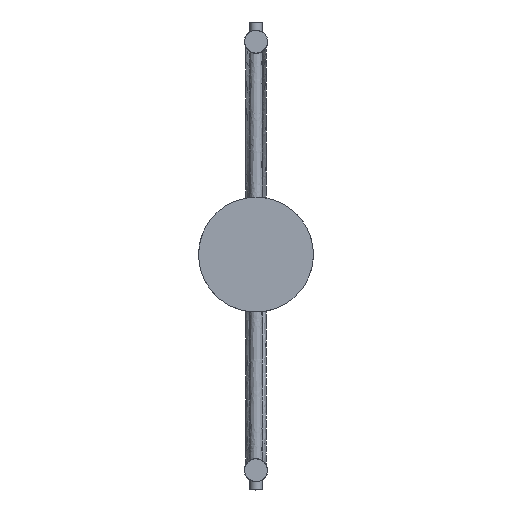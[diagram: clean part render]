
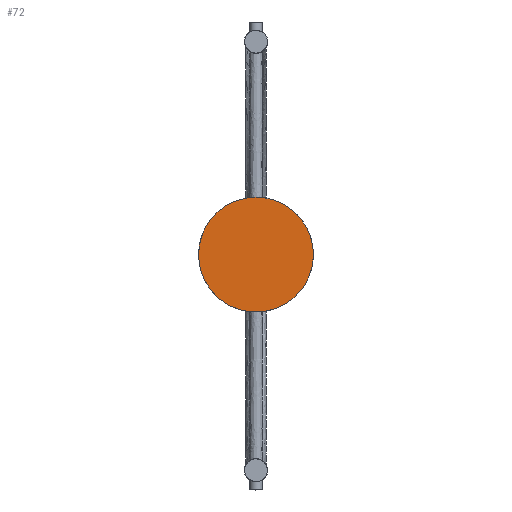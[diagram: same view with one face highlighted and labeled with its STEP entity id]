
A CAD part, top view. The second image highlights one B-rep face of the part: STEP entity #72.
In plain terms, the highlighted planar face has unit normal (0, 0, 1).
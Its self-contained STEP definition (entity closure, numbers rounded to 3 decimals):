
#72=ADVANCED_FACE('',(#152),#1017,.T.);
#152=FACE_OUTER_BOUND('',#232,.T.);
#232=EDGE_LOOP('',(#330));
#330=ORIENTED_EDGE('',*,*,#630,.F.);
#630=EDGE_CURVE('',#928,#928,#846,.T.);
#846=(
BOUNDED_CURVE()
B_SPLINE_CURVE(2,(#1264,#1265,#1266,#1267,#1268,#1269,#1270,#1271,#1272,
#1273,#1274),.UNSPECIFIED.,.T.,.F.)
B_SPLINE_CURVE_WITH_KNOTS((3,2,2,2,2,3),(0.,114.161,228.323,
342.484,456.645,461.814),.UNSPECIFIED.)
CURVE()
GEOMETRIC_REPRESENTATION_ITEM()
RATIONAL_B_SPLINE_CURVE((1.,0.713,1.,0.713,1.,0.713,
1.,0.713,1.,0.999,1.))
REPRESENTATION_ITEM('')
);
#928=VERTEX_POINT('',#1234);
#1017=PLANE('',#1117);
#1117=AXIS2_PLACEMENT_3D('',#1211,#1150,$);
#1150=DIRECTION('',(0.,0.,1.));
#1211=CARTESIAN_POINT('',(-80.052,80.052,0.));
#1234=CARTESIAN_POINT('',(0.,73.5,0.));
#1264=CARTESIAN_POINT('',(0.,73.5,0.));
#1265=CARTESIAN_POINT('',(72.219,73.5,0.));
#1266=CARTESIAN_POINT('',(73.489,1.292,0.));
#1267=CARTESIAN_POINT('',(74.758,-70.916,0.));
#1268=CARTESIAN_POINT('',(2.584,-73.455,0.));
#1269=CARTESIAN_POINT('',(-69.591,-75.993,0.));
#1270=CARTESIAN_POINT('',(-73.398,-3.875,0.));
#1271=CARTESIAN_POINT('',(-77.205,68.244,0.));
#1272=CARTESIAN_POINT('',(-5.164,73.318,0.));
#1273=CARTESIAN_POINT('',(-2.585,73.5,0.));
#1274=CARTESIAN_POINT('',(0.,73.5,0.));
